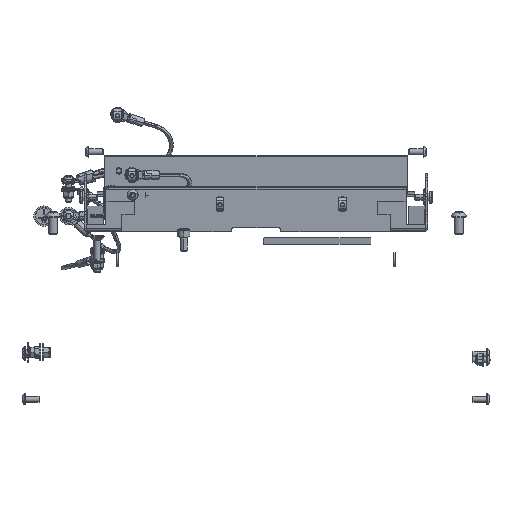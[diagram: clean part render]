
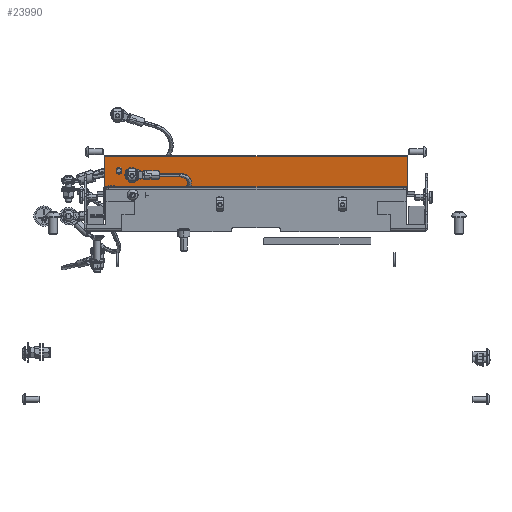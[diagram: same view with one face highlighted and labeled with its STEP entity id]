
A CAD part, top view. The second image highlights one B-rep face of the part: STEP entity #23990.
In plain terms, the highlighted face is planar.
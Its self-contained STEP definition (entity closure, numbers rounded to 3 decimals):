
#914 = VECTOR ( 'NONE', #38665, 1000. ) ;
#1356 = VERTEX_POINT ( 'NONE', #22619 ) ;
#1933 = CARTESIAN_POINT ( 'NONE',  ( -95., 14., 2. ) ) ;
#2809 = VECTOR ( 'NONE', #10982, 1000. ) ;
#3130 = DIRECTION ( 'NONE',  ( 0., 0., -1. ) ) ;
#3388 = DIRECTION ( 'NONE',  ( 0., -1., 0. ) ) ;
#5349 = EDGE_CURVE ( 'NONE', #1356, #9734, #13256, .T. ) ;
#5562 = DIRECTION ( 'NONE',  ( 0., 0., 1. ) ) ;
#6150 = AXIS2_PLACEMENT_3D ( 'NONE', #1933, #5562, #39012 ) ;
#6889 = CARTESIAN_POINT ( 'NONE',  ( -105., 2., 2. ) ) ;
#6918 = CARTESIAN_POINT ( 'NONE',  ( 105., 2., 2. ) ) ;
#7387 = CARTESIAN_POINT ( 'NONE',  ( 105., 2., 2. ) ) ;
#8204 = CARTESIAN_POINT ( 'NONE',  ( -96.65, 14., 2. ) ) ;
#9134 = VECTOR ( 'NONE', #37183, 1000. ) ;
#9481 = EDGE_CURVE ( 'NONE', #16217, #33444, #23436, .T. ) ;
#9734 = VERTEX_POINT ( 'NONE', #8204 ) ;
#10982 = DIRECTION ( 'NONE',  ( -1., 0., 0. ) ) ;
#11079 = FACE_OUTER_BOUND ( 'NONE', #38763, .T. ) ;
#13256 = CIRCLE ( 'NONE', #36189, 1.65 ) ;
#13514 = VECTOR ( 'NONE', #3388, 1000. ) ;
#13713 = EDGE_CURVE ( 'NONE', #13987, #16217, #25344, .T. ) ;
#13987 = VERTEX_POINT ( 'NONE', #17283 ) ;
#15219 = ORIENTED_EDGE ( 'NONE', *, *, #9481, .T. ) ;
#15521 = CARTESIAN_POINT ( 'NONE',  ( 105., 25., 2. ) ) ;
#15567 = EDGE_CURVE ( 'NONE', #13987, #21842, #21600, .T. ) ;
#16217 = VERTEX_POINT ( 'NONE', #21271 ) ;
#16381 = DIRECTION ( 'NONE',  ( 0., 1., 0. ) ) ;
#16765 = ORIENTED_EDGE ( 'NONE', *, *, #5349, .F. ) ;
#17283 = CARTESIAN_POINT ( 'NONE',  ( 105., 25., 2. ) ) ;
#19536 = EDGE_CURVE ( 'NONE', #9734, #1356, #40875, .T. ) ;
#20870 = ORIENTED_EDGE ( 'NONE', *, *, #15567, .F. ) ;
#21017 = CARTESIAN_POINT ( 'NONE',  ( 105., 2., 2. ) ) ;
#21271 = CARTESIAN_POINT ( 'NONE',  ( -105., 25., 2. ) ) ;
#21600 = LINE ( 'NONE', #7387, #9134 ) ;
#21781 = EDGE_CURVE ( 'NONE', #21842, #33444, #42223, .T. ) ;
#21842 = VERTEX_POINT ( 'NONE', #30665 ) ;
#22542 = ORIENTED_EDGE ( 'NONE', *, *, #21781, .F. ) ;
#22619 = CARTESIAN_POINT ( 'NONE',  ( -93.35, 14., 2. ) ) ;
#23436 = LINE ( 'NONE', #42682, #13514 ) ;
#23489 = CARTESIAN_POINT ( 'NONE',  ( -95., 14., 2. ) ) ;
#23990 = ADVANCED_FACE ( 'NONE', ( #25627, #11079 ), #26951, .F. ) ;
#25344 = LINE ( 'NONE', #15521, #914 ) ;
#25627 = FACE_BOUND ( 'NONE', #34935, .T. ) ;
#26326 = AXIS2_PLACEMENT_3D ( 'NONE', #6918, #3130, #16381 ) ;
#26951 = PLANE ( 'NONE',  #26326 ) ;
#27800 = DIRECTION ( 'NONE',  ( 0., 0., 1. ) ) ;
#28375 = ORIENTED_EDGE ( 'NONE', *, *, #13713, .T. ) ;
#28386 = ORIENTED_EDGE ( 'NONE', *, *, #19536, .F. ) ;
#30665 = CARTESIAN_POINT ( 'NONE',  ( 105., 2., 2. ) ) ;
#33444 = VERTEX_POINT ( 'NONE', #6889 ) ;
#34102 = DIRECTION ( 'NONE',  ( 1., 0., 0. ) ) ;
#34935 = EDGE_LOOP ( 'NONE', ( #16765, #28386 ) ) ;
#36189 = AXIS2_PLACEMENT_3D ( 'NONE', #23489, #27800, #34102 ) ;
#37183 = DIRECTION ( 'NONE',  ( 0., -1., 0. ) ) ;
#38665 = DIRECTION ( 'NONE',  ( -1., 0., 0. ) ) ;
#38763 = EDGE_LOOP ( 'NONE', ( #15219, #22542, #20870, #28375 ) ) ;
#39012 = DIRECTION ( 'NONE',  ( 1., 0., 0. ) ) ;
#40875 = CIRCLE ( 'NONE', #6150, 1.65 ) ;
#42223 = LINE ( 'NONE', #21017, #2809 ) ;
#42682 = CARTESIAN_POINT ( 'NONE',  ( -105., 2., 2. ) ) ;
